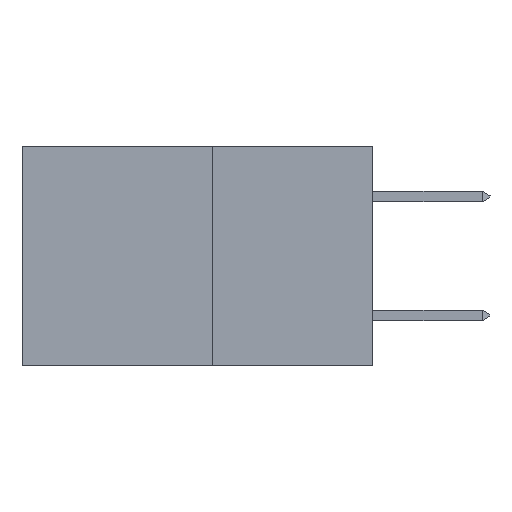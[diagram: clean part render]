
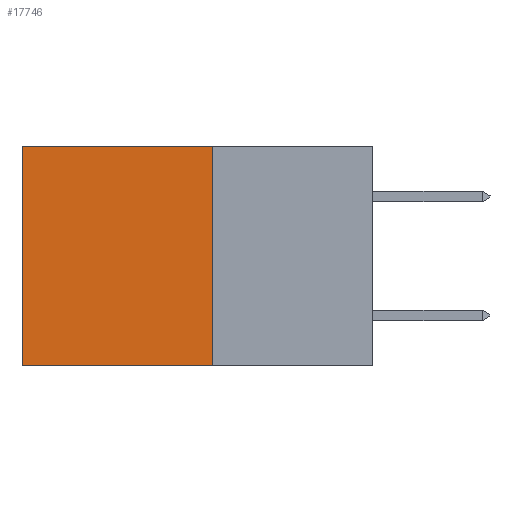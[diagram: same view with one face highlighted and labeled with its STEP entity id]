
A CAD part, left-side view. The second image highlights one B-rep face of the part: STEP entity #17746.
In plain terms, the highlighted planar face has unit normal (-1, 0, 0).
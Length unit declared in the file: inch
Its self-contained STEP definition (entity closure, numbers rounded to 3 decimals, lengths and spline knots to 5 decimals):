
#1481 = FACE_OUTER_BOUND ( 'NONE', #17512, .T. ) ;
#1518 = CARTESIAN_POINT ( 'NONE',  ( 0.277, 0.59, 0. ) ) ;
#2004 = CARTESIAN_POINT ( 'NONE',  ( 0.277, 0.27, -0.37 ) ) ;
#2126 = VECTOR ( 'NONE', #13248, 39.37008 ) ;
#3707 = ORIENTED_EDGE ( 'NONE', *, *, #4210, .F. ) ;
#3747 = VERTEX_POINT ( 'NONE', #8741 ) ;
#4210 = EDGE_CURVE ( 'NONE', #5583, #3747, #10282, .T. ) ;
#4724 = PLANE ( 'NONE',  #11792 ) ;
#5185 = CARTESIAN_POINT ( 'NONE',  ( 0.277, 0.27, 0. ) ) ;
#5583 = VERTEX_POINT ( 'NONE', #17887 ) ;
#6166 = DIRECTION ( 'NONE',  ( 0., 0., -1. ) ) ;
#6808 = VECTOR ( 'NONE', #12869, 39.37008 ) ;
#8741 = CARTESIAN_POINT ( 'NONE',  ( 0.277, 0.59, -0.37 ) ) ;
#10282 = LINE ( 'NONE', #12914, #6808 ) ;
#10945 = LINE ( 'NONE', #15790, #14569 ) ;
#11163 = DIRECTION ( 'NONE',  ( 0., 0., -1. ) ) ;
#11643 = ORIENTED_EDGE ( 'NONE', *, *, #11695, .F. ) ;
#11695 = EDGE_CURVE ( 'NONE', #15126, #5583, #13341, .T. ) ;
#11719 = DIRECTION ( 'NONE',  ( 0., 1., 0. ) ) ;
#11792 = AXIS2_PLACEMENT_3D ( 'NONE', #13110, #14485, #6166 ) ;
#12785 = VERTEX_POINT ( 'NONE', #1518 ) ;
#12834 = EDGE_CURVE ( 'NONE', #15126, #12785, #10945, .T. ) ;
#12869 = DIRECTION ( 'NONE',  ( 0., 1., 0. ) ) ;
#12914 = CARTESIAN_POINT ( 'NONE',  ( 0.277, 0.27, -0.37 ) ) ;
#13110 = CARTESIAN_POINT ( 'NONE',  ( 0.277, 0.27, -0.37 ) ) ;
#13248 = DIRECTION ( 'NONE',  ( 0., 0., -1. ) ) ;
#13341 = LINE ( 'NONE', #2004, #2126 ) ;
#13909 = CARTESIAN_POINT ( 'NONE',  ( 0.277, 0.59, -0.37 ) ) ;
#14420 = ORIENTED_EDGE ( 'NONE', *, *, #15314, .T. ) ;
#14485 = DIRECTION ( 'NONE',  ( 1., 0., 0. ) ) ;
#14489 = VECTOR ( 'NONE', #11163, 39.37008 ) ;
#14569 = VECTOR ( 'NONE', #11719, 39.37008 ) ;
#14890 = LINE ( 'NONE', #13909, #14489 ) ;
#15126 = VERTEX_POINT ( 'NONE', #5185 ) ;
#15241 = ORIENTED_EDGE ( 'NONE', *, *, #12834, .T. ) ;
#15314 = EDGE_CURVE ( 'NONE', #12785, #3747, #14890, .T. ) ;
#15790 = CARTESIAN_POINT ( 'NONE',  ( 0.277, 0.27, 0. ) ) ;
#17512 = EDGE_LOOP ( 'NONE', ( #14420, #3707, #11643, #15241 ) ) ;
#17746 = ADVANCED_FACE ( 'NONE', ( #1481 ), #4724, .F. ) ;
#17887 = CARTESIAN_POINT ( 'NONE',  ( 0.277, 0.27, -0.37 ) ) ;
